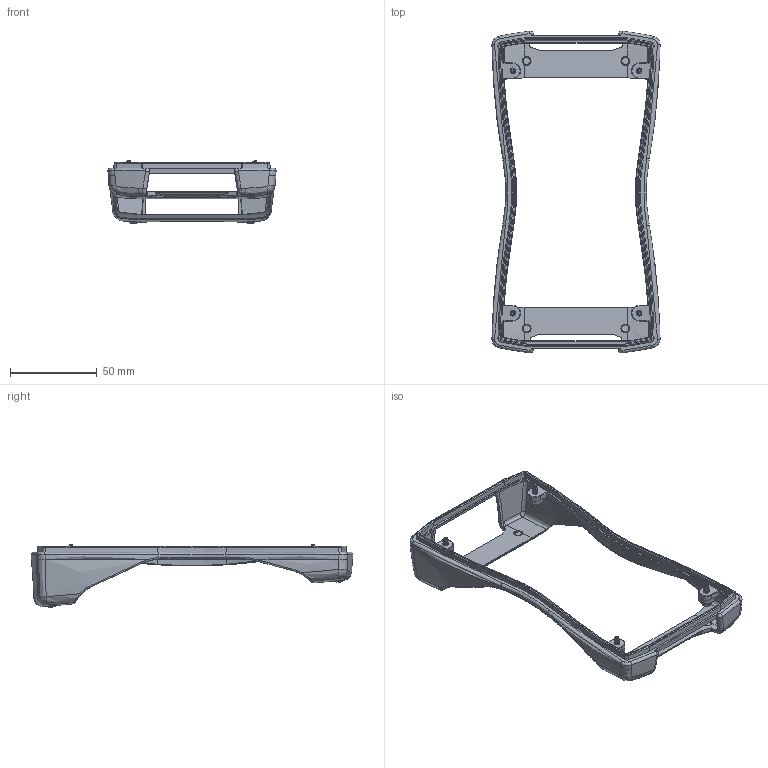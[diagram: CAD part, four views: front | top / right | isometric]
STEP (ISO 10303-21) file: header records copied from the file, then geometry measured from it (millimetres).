
FILE_DESCRIPTION((''),'2;1');
FILE_NAME('82871003_BS 700 DI-D-1003.stp','2011-05-27T08:34:57',('haertel'),(''),'Autodesk Inventor 2011','Autodesk Inventor 2011','');
FILE_SCHEMA(('AUTOMOTIVE_DESIGN { 1 0 10303 214 1 1 1 1 }'));
Length unit declared in the file: millimetre
Products named in the file (3): BS-700-DI-D.iam (Detailgenauigkeit1); 1010137_3D; SHR Z KA30X12 WN 1412 MG_3DSYM
Assembly tree (5 placements, depth 2):
  BS-700-DI-D.iam (Detailgenauigkeit1)
    1010137_3D
    SHR Z KA30X12 WN 1412 MG_3DSYM  x4
Bounding box: 97.1 x 185.77 x 36.59 mm (x, y, z)
Volume: 30944.2 mm3; surface area: 32439.6 mm2
Topology: 5 solids, 5 shells, 693 faces, 1734 edges, 1056 vertices
Faces by surface type: bspline 210, plane 145, cylinder 132, torus 122, cone 80, sphere 4
Full cylindrical faces by diameter (mm): 2 x28, 3.2 x4, 5.3 x4
Entity records: 22254 total; most frequent: CARTESIAN_POINT 10492, ORIENTED_EDGE 2634, DIRECTION 2095, EDGE_CURVE 1317, AXIS2_PLACEMENT_3D 899, VERTEX_POINT 810, EDGE_LOOP 605, FACE_OUTER_BOUND 551
